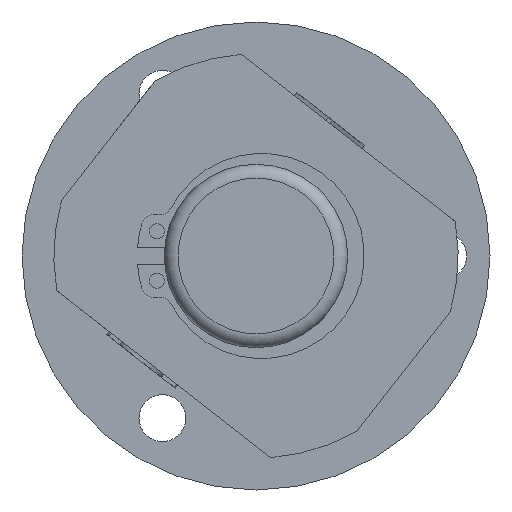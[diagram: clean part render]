
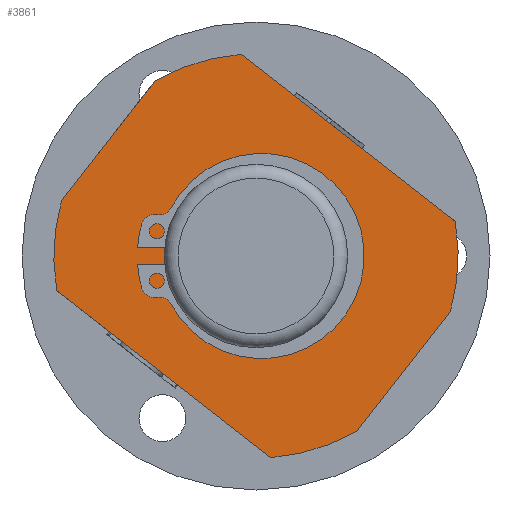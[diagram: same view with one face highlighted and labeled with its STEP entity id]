
A CAD part, left-side view. The second image highlights one B-rep face of the part: STEP entity #3861.
In plain terms, the highlighted planar face has unit normal (-1, 0, 0).
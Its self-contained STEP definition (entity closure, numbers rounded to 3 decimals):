
#172=CIRCLE('',#4217,12.25);
#173=CIRCLE('',#4219,27.);
#174=CIRCLE('',#4220,27.);
#175=CIRCLE('',#4221,27.);
#176=CIRCLE('',#4222,27.);
#1005=ORIENTED_EDGE('',*,*,#1742,.T.);
#1006=ORIENTED_EDGE('',*,*,#1745,.F.);
#1007=ORIENTED_EDGE('',*,*,#1746,.T.);
#1008=ORIENTED_EDGE('',*,*,#1747,.F.);
#1009=ORIENTED_EDGE('',*,*,#1748,.T.);
#1010=ORIENTED_EDGE('',*,*,#1749,.F.);
#1011=ORIENTED_EDGE('',*,*,#1750,.T.);
#1012=ORIENTED_EDGE('',*,*,#1751,.F.);
#1013=ORIENTED_EDGE('',*,*,#1752,.T.);
#1742=EDGE_CURVE('',#2175,#2175,#172,.T.);
#1745=EDGE_CURVE('',#2178,#2179,#2568,.T.);
#1746=EDGE_CURVE('',#2178,#2180,#173,.F.);
#1747=EDGE_CURVE('',#2181,#2180,#2569,.T.);
#1748=EDGE_CURVE('',#2181,#2182,#174,.F.);
#1749=EDGE_CURVE('',#2183,#2182,#2570,.T.);
#1750=EDGE_CURVE('',#2183,#2184,#175,.F.);
#1751=EDGE_CURVE('',#2185,#2184,#2571,.T.);
#1752=EDGE_CURVE('',#2185,#2179,#176,.F.);
#2175=VERTEX_POINT('',#6271);
#2178=VERTEX_POINT('',#6314);
#2179=VERTEX_POINT('',#6315);
#2180=VERTEX_POINT('',#6317);
#2181=VERTEX_POINT('',#6319);
#2182=VERTEX_POINT('',#6321);
#2183=VERTEX_POINT('',#6323);
#2184=VERTEX_POINT('',#6325);
#2185=VERTEX_POINT('',#6327);
#2568=LINE('',#6313,#2896);
#2569=LINE('',#6318,#2897);
#2570=LINE('',#6322,#2898);
#2571=LINE('',#6326,#2899);
#2896=VECTOR('',#5092,1000.);
#2897=VECTOR('',#5095,1000.);
#2898=VECTOR('',#5098,1000.);
#2899=VECTOR('',#5101,1000.);
#3149=EDGE_LOOP('',(#1005));
#3150=EDGE_LOOP('',(#1006,#1007,#1008,#1009,#1010,#1011,#1012,#1013));
#3461=FACE_BOUND('',#3149,.T.);
#3462=FACE_BOUND('',#3150,.T.);
#3695=PLANE('',#4218);
#3861=ADVANCED_FACE('',(#3461,#3462),#3695,.F.);
#4217=AXIS2_PLACEMENT_3D('',#6270,#5088,#5089);
#4218=AXIS2_PLACEMENT_3D('',#6312,#5090,#5091);
#4219=AXIS2_PLACEMENT_3D('',#6316,#5093,#5094);
#4220=AXIS2_PLACEMENT_3D('',#6320,#5096,#5097);
#4221=AXIS2_PLACEMENT_3D('',#6324,#5099,#5100);
#4222=AXIS2_PLACEMENT_3D('',#6328,#5102,#5103);
#5088=DIRECTION('',(1.,0.,0.));
#5089=DIRECTION('',(0.,0.,-1.));
#5090=DIRECTION('',(1.,0.,0.));
#5091=DIRECTION('',(0.,0.,-1.));
#5092=DIRECTION('',(0.,1.,0.));
#5093=DIRECTION('',(1.,0.,0.));
#5094=DIRECTION('',(0.,0.,-1.));
#5095=DIRECTION('',(0.,0.,-1.));
#5096=DIRECTION('',(1.,0.,0.));
#5097=DIRECTION('',(0.,0.,-1.));
#5098=DIRECTION('',(0.,-1.,0.));
#5099=DIRECTION('',(1.,0.,0.));
#5100=DIRECTION('',(0.,0.,-1.));
#5101=DIRECTION('',(0.,0.,1.));
#5102=DIRECTION('',(1.,0.,0.));
#5103=DIRECTION('',(0.,0.,-1.));
#6270=CARTESIAN_POINT('',(-86.,0.,0.));
#6271=CARTESIAN_POINT('',(-86.,0.,-12.25));
#6312=CARTESIAN_POINT('',(-86.,0.,0.));
#6313=CARTESIAN_POINT('',(-86.,-25.,-20.));
#6314=CARTESIAN_POINT('',(-86.,-18.138,-20.));
#6315=CARTESIAN_POINT('',(-86.,18.138,-20.));
#6316=CARTESIAN_POINT('',(-86.,0.,0.));
#6317=CARTESIAN_POINT('',(-86.,-25.,-10.198));
#6318=CARTESIAN_POINT('',(-86.,-25.,20.));
#6319=CARTESIAN_POINT('',(-86.,-25.,10.198));
#6320=CARTESIAN_POINT('',(-86.,0.,0.));
#6321=CARTESIAN_POINT('',(-86.,-18.138,20.));
#6322=CARTESIAN_POINT('',(-86.,25.,20.));
#6323=CARTESIAN_POINT('',(-86.,18.138,20.));
#6324=CARTESIAN_POINT('',(-86.,0.,0.));
#6325=CARTESIAN_POINT('',(-86.,25.,10.198));
#6326=CARTESIAN_POINT('',(-86.,25.,-20.));
#6327=CARTESIAN_POINT('',(-86.,25.,-10.198));
#6328=CARTESIAN_POINT('',(-86.,0.,0.));
